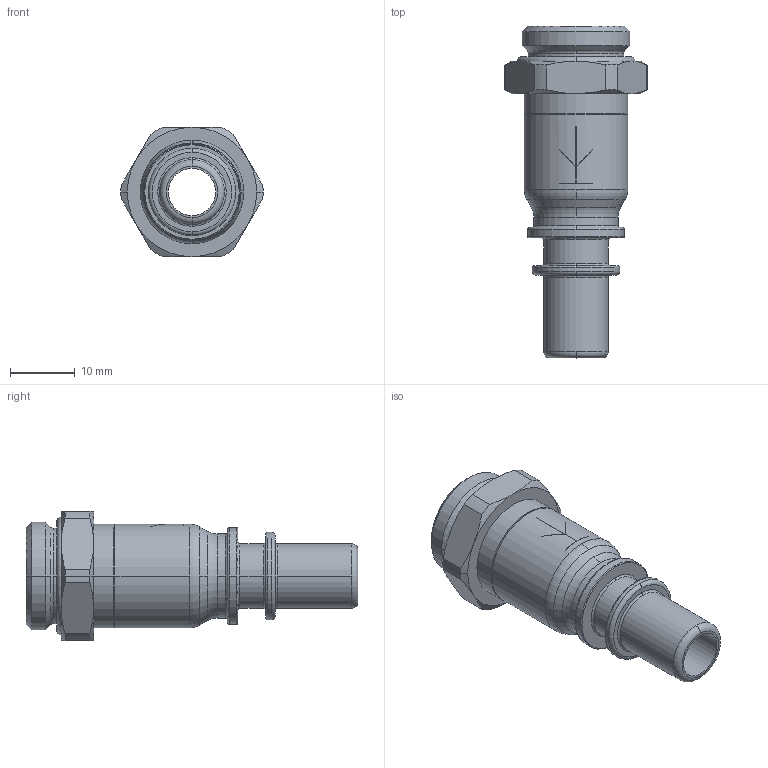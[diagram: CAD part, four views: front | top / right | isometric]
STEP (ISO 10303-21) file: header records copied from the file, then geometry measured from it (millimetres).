
FILE_DESCRIPTION(('STEP AP214'),'1');
FILE_NAME('7961_07_17.stp','2016-07-07T14:32:29',('TraceParts'),('TraceParts S.A.'),'Spatial InterOp 3D',' ',' ');
FILE_SCHEMA(('automotive_design'));
Length unit declared in the file: millimetre
Products named in the file (1): 1
Bounding box: 22 x 51.35 x 20 mm (x, y, z)
Volume: 6147 mm3; surface area: 4415.7 mm2
Topology: 1 solids, 1 shells, 115 faces, 296 edges, 192 vertices
Faces by surface type: plane 33, cylinder 30, torus 26, cone 26
Entity records: 3631 total; most frequent: CARTESIAN_POINT 700, DIRECTION 690, ORIENTED_EDGE 592, AXIS2_PLACEMENT_3D 302, EDGE_CURVE 296, VERTEX_POINT 192, CIRCLE 182, EDGE_LOOP 126
